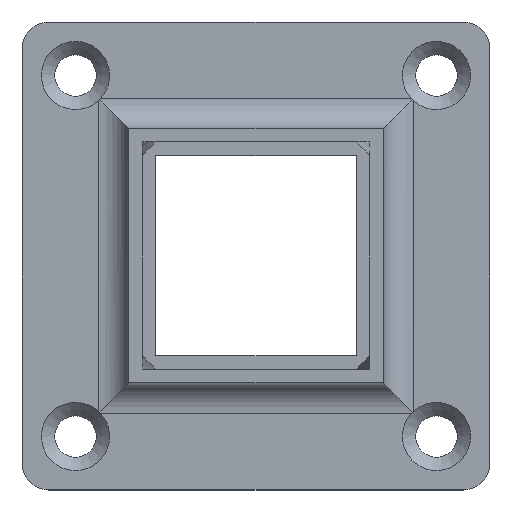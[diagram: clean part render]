
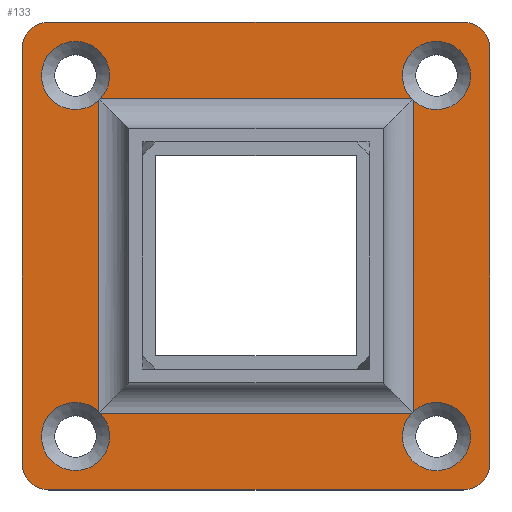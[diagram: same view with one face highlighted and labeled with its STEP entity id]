
A CAD part, top view. The second image highlights one B-rep face of the part: STEP entity #133.
In plain terms, the highlighted planar face has unit normal (0, 0, 1).
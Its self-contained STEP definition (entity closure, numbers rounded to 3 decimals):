
#133=ADVANCED_FACE('',(#236,#237),#181,.T.);
#181=PLANE('',#926);
#214=CIRCLE('',#918,5.1);
#215=CIRCLE('',#919,5.1);
#216=CIRCLE('',#920,5.1);
#217=CIRCLE('',#921,5.1);
#218=CIRCLE('',#922,4.);
#219=CIRCLE('',#923,4.);
#220=CIRCLE('',#924,4.);
#221=CIRCLE('',#925,4.);
#236=FACE_BOUND('',#268,.T.);
#237=FACE_BOUND('',#269,.T.);
#268=EDGE_LOOP('',(#374,#375,#376,#377,#378,#379,#380,#381));
#269=EDGE_LOOP('',(#382,#383,#384,#385,#386,#387,#388,#389));
#374=ORIENTED_EDGE('',*,*,#686,.T.);
#375=ORIENTED_EDGE('',*,*,#687,.T.);
#376=ORIENTED_EDGE('',*,*,#688,.T.);
#377=ORIENTED_EDGE('',*,*,#689,.T.);
#378=ORIENTED_EDGE('',*,*,#690,.T.);
#379=ORIENTED_EDGE('',*,*,#691,.T.);
#380=ORIENTED_EDGE('',*,*,#692,.T.);
#381=ORIENTED_EDGE('',*,*,#693,.T.);
#382=ORIENTED_EDGE('',*,*,#694,.T.);
#383=ORIENTED_EDGE('',*,*,#695,.T.);
#384=ORIENTED_EDGE('',*,*,#696,.T.);
#385=ORIENTED_EDGE('',*,*,#697,.T.);
#386=ORIENTED_EDGE('',*,*,#698,.T.);
#387=ORIENTED_EDGE('',*,*,#699,.T.);
#388=ORIENTED_EDGE('',*,*,#700,.T.);
#389=ORIENTED_EDGE('',*,*,#701,.T.);
#602=VERTEX_POINT('',#1294);
#603=VERTEX_POINT('',#1295);
#604=VERTEX_POINT('',#1297);
#605=VERTEX_POINT('',#1299);
#606=VERTEX_POINT('',#1301);
#607=VERTEX_POINT('',#1303);
#608=VERTEX_POINT('',#1305);
#609=VERTEX_POINT('',#1307);
#610=VERTEX_POINT('',#1310);
#611=VERTEX_POINT('',#1311);
#612=VERTEX_POINT('',#1313);
#613=VERTEX_POINT('',#1315);
#614=VERTEX_POINT('',#1317);
#615=VERTEX_POINT('',#1319);
#616=VERTEX_POINT('',#1321);
#617=VERTEX_POINT('',#1323);
#686=EDGE_CURVE('',#602,#603,#214,.T.);
#687=EDGE_CURVE('',#603,#604,#790,.T.);
#688=EDGE_CURVE('',#604,#605,#215,.T.);
#689=EDGE_CURVE('',#605,#606,#791,.T.);
#690=EDGE_CURVE('',#606,#607,#216,.T.);
#691=EDGE_CURVE('',#607,#608,#792,.T.);
#692=EDGE_CURVE('',#608,#609,#217,.T.);
#693=EDGE_CURVE('',#609,#602,#793,.T.);
#694=EDGE_CURVE('',#610,#611,#794,.T.);
#695=EDGE_CURVE('',#611,#612,#218,.T.);
#696=EDGE_CURVE('',#612,#613,#795,.T.);
#697=EDGE_CURVE('',#613,#614,#219,.T.);
#698=EDGE_CURVE('',#614,#615,#796,.T.);
#699=EDGE_CURVE('',#615,#616,#220,.T.);
#700=EDGE_CURVE('',#616,#617,#797,.T.);
#701=EDGE_CURVE('',#617,#610,#221,.T.);
#790=LINE('',#1296,#858);
#791=LINE('',#1300,#859);
#792=LINE('',#1304,#860);
#793=LINE('',#1308,#861);
#794=LINE('',#1309,#862);
#795=LINE('',#1314,#863);
#796=LINE('',#1318,#864);
#797=LINE('',#1322,#865);
#858=VECTOR('',#1053,1.);
#859=VECTOR('',#1056,1.);
#860=VECTOR('',#1059,1.);
#861=VECTOR('',#1062,1.);
#862=VECTOR('',#1063,1.);
#863=VECTOR('',#1066,1.);
#864=VECTOR('',#1069,1.);
#865=VECTOR('',#1072,1.);
#918=AXIS2_PLACEMENT_3D('',#1293,#1051,#1052);
#919=AXIS2_PLACEMENT_3D('',#1298,#1054,#1055);
#920=AXIS2_PLACEMENT_3D('',#1302,#1057,#1058);
#921=AXIS2_PLACEMENT_3D('',#1306,#1060,#1061);
#922=AXIS2_PLACEMENT_3D('',#1312,#1064,#1065);
#923=AXIS2_PLACEMENT_3D('',#1316,#1067,#1068);
#924=AXIS2_PLACEMENT_3D('',#1320,#1070,#1071);
#925=AXIS2_PLACEMENT_3D('',#1324,#1073,#1074);
#926=AXIS2_PLACEMENT_3D('',#1325,#1075,#1076);
#1051=DIRECTION('',(0.,0.,-1.));
#1052=DIRECTION('',(1.,0.,0.));
#1053=DIRECTION('',(0.,-1.,0.));
#1054=DIRECTION('',(0.,0.,-1.));
#1055=DIRECTION('',(1.,0.,0.));
#1056=DIRECTION('',(-1.,0.,0.));
#1057=DIRECTION('',(0.,0.,-1.));
#1058=DIRECTION('',(1.,0.,0.));
#1059=DIRECTION('',(0.,1.,0.));
#1060=DIRECTION('',(0.,0.,-1.));
#1061=DIRECTION('',(1.,0.,0.));
#1062=DIRECTION('',(1.,0.,0.));
#1063=DIRECTION('',(-1.,0.,0.));
#1064=DIRECTION('',(0.,0.,1.));
#1065=DIRECTION('',(1.,0.,0.));
#1066=DIRECTION('',(0.,-1.,0.));
#1067=DIRECTION('',(0.,0.,1.));
#1068=DIRECTION('',(1.,0.,0.));
#1069=DIRECTION('',(1.,0.,0.));
#1070=DIRECTION('',(0.,0.,1.));
#1071=DIRECTION('',(1.,0.,0.));
#1072=DIRECTION('',(0.,1.,0.));
#1073=DIRECTION('',(0.,0.,1.));
#1074=DIRECTION('',(1.,0.,0.));
#1075=DIRECTION('',(0.,0.,1.));
#1076=DIRECTION('',(1.,0.,0.));
#1293=CARTESIAN_POINT('',(27.,27.,0.));
#1294=CARTESIAN_POINT('',(23.291,23.5,0.));
#1295=CARTESIAN_POINT('',(23.5,23.291,0.));
#1296=CARTESIAN_POINT('',(23.5,31.,0.));
#1297=CARTESIAN_POINT('',(23.5,-23.291,0.));
#1298=CARTESIAN_POINT('',(27.,-27.,0.));
#1299=CARTESIAN_POINT('',(23.291,-23.5,0.));
#1300=CARTESIAN_POINT('',(-31.,-23.5,0.));
#1301=CARTESIAN_POINT('',(-23.291,-23.5,0.));
#1302=CARTESIAN_POINT('',(-27.,-27.,0.));
#1303=CARTESIAN_POINT('',(-23.5,-23.291,0.));
#1304=CARTESIAN_POINT('',(-23.5,31.,0.));
#1305=CARTESIAN_POINT('',(-23.5,23.291,0.));
#1306=CARTESIAN_POINT('',(-27.,27.,0.));
#1307=CARTESIAN_POINT('',(-23.291,23.5,0.));
#1308=CARTESIAN_POINT('',(-31.,23.5,0.));
#1309=CARTESIAN_POINT('',(31.,35.,0.));
#1310=CARTESIAN_POINT('',(31.,35.,0.));
#1311=CARTESIAN_POINT('',(-31.,35.,0.));
#1312=CARTESIAN_POINT('',(-31.,31.,0.));
#1313=CARTESIAN_POINT('',(-35.,31.,0.));
#1314=CARTESIAN_POINT('',(-35.,31.,0.));
#1315=CARTESIAN_POINT('',(-35.,-31.,0.));
#1316=CARTESIAN_POINT('',(-31.,-31.,0.));
#1317=CARTESIAN_POINT('',(-31.,-35.,0.));
#1318=CARTESIAN_POINT('',(-31.,-35.,0.));
#1319=CARTESIAN_POINT('',(31.,-35.,0.));
#1320=CARTESIAN_POINT('',(31.,-31.,0.));
#1321=CARTESIAN_POINT('',(35.,-31.,0.));
#1322=CARTESIAN_POINT('',(35.,-31.,0.));
#1323=CARTESIAN_POINT('',(35.,31.,0.));
#1324=CARTESIAN_POINT('',(31.,31.,0.));
#1325=CARTESIAN_POINT('',(-31.,31.,0.));
